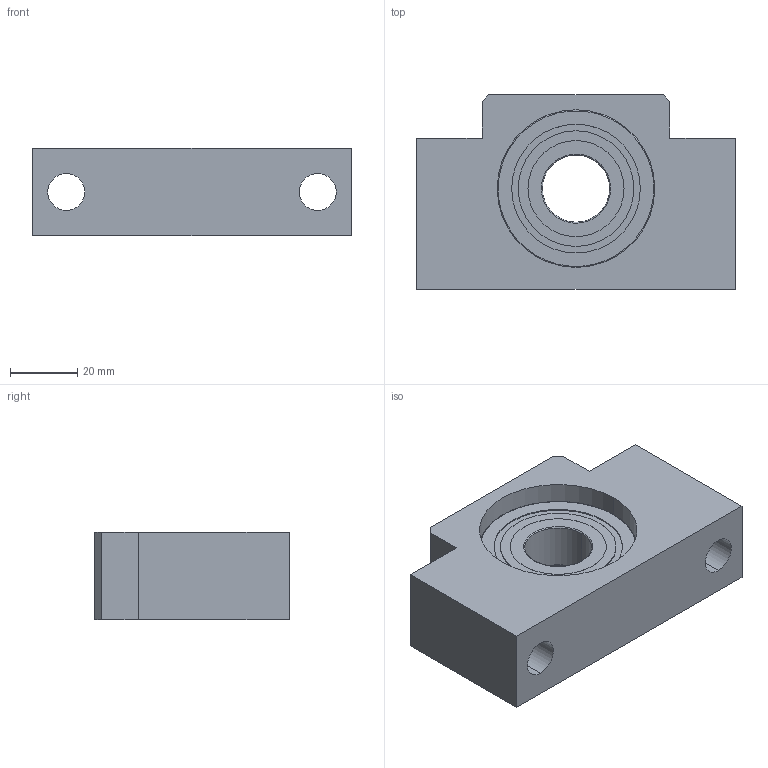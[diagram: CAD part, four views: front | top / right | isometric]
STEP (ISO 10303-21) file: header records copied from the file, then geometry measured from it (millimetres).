
FILE_DESCRIPTION (( 'STEP AP203' ), '1' );
FILE_NAME ('AF 20.STEP', '2014-10-22T00:55:22', ( 'star' ), ( '' ), 'SwSTEP 2.0', 'SolidWorks 2013', '' );
FILE_SCHEMA (( 'CONFIG_CONTROL_DESIGN' ));
Length unit declared in the file: millimetre
Products named in the file (1): AF 20
Bounding box: 95 x 58 x 26 mm (x, y, z)
Volume: 92093.9 mm3; surface area: 27429.5 mm2
Topology: 2 solids, 2 shells, 56 faces, 124 edges, 80 vertices
Faces by surface type: cylinder 26, plane 22, bspline 8
Entity records: 2107 total; most frequent: CARTESIAN_POINT 765, DIRECTION 274, ORIENTED_EDGE 248, EDGE_CURVE 124, AXIS2_PLACEMENT_3D 109, VERTEX_POINT 80, EDGE_LOOP 72, CIRCLE 60
